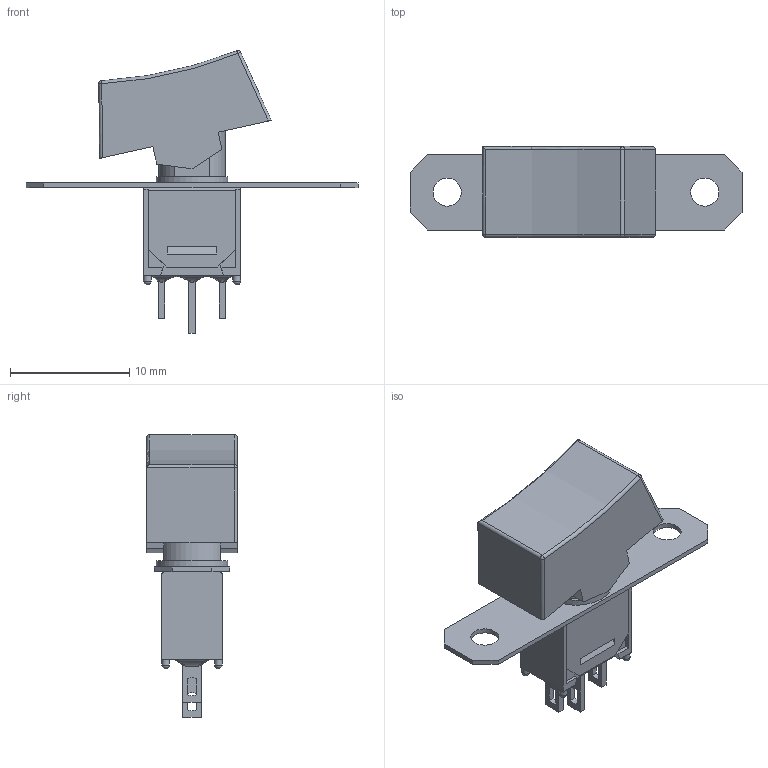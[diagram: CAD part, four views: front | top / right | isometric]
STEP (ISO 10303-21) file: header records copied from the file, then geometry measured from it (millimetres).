
FILE_DESCRIPTION((' '),'2;1');
FILE_NAME('400MSPxR1xxxM1xE.stp','2017-08-01T09:43:44',(' '),(' '),' ','ACIS',' ');
FILE_SCHEMA(('CONFIG_CONTROL_DESIGN'));
Length unit declared in the file: inch
Products named in the file (1): 400MSPxR1xxxM1xE.stp
Bounding box: 27.81 x 7.62 x 23.68 mm (x, y, z)
Volume: 693.6 mm3; surface area: 1574.9 mm2
Topology: 1 solids, 2 shells, 170 faces, 461 edges, 295 vertices
Faces by surface type: plane 121, cylinder 32, bspline 8, sphere 7, torus 2
Full cylindrical faces by diameter (mm): 0.65 x4, 2.36 x2, 3.25 x1, 6 x1
Entity records: 5734 total; most frequent: CARTESIAN_POINT 1463, ORIENTED_EDGE 884, DIRECTION 802, EDGE_CURVE 442, VECTOR 332, LINE 332, VERTEX_POINT 289, AXIS2_PLACEMENT_3D 235
